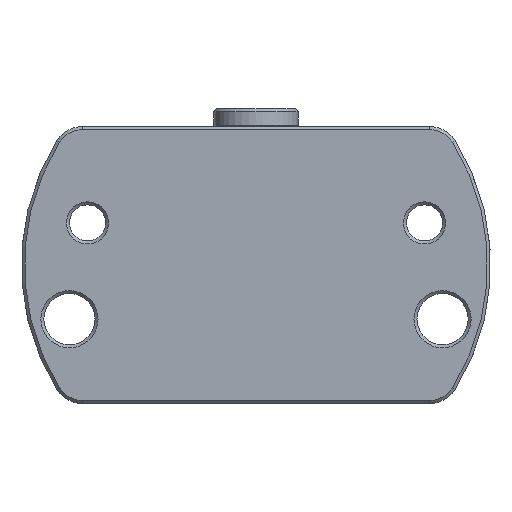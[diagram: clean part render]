
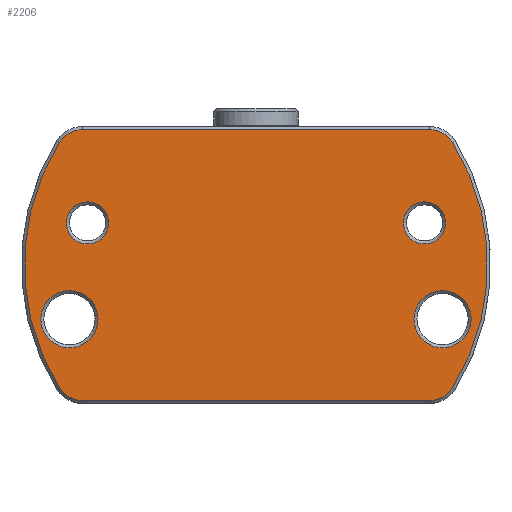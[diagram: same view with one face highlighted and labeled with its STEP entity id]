
A CAD part, front view. The second image highlights one B-rep face of the part: STEP entity #2206.
In plain terms, the highlighted planar face has unit normal (0, -1, 0).
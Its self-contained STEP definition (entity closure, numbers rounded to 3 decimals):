
#143=FACE_BOUND('',#297,.T.);
#144=FACE_BOUND('',#298,.T.);
#145=FACE_BOUND('',#299,.T.);
#146=FACE_BOUND('',#300,.T.);
#168=FACE_OUTER_BOUND('',#296,.T.);
#296=EDGE_LOOP('',(#1486,#1487,#1488,#1489,#1490,#1491,#1492,#1493));
#297=EDGE_LOOP('',(#1494,#1495));
#298=EDGE_LOOP('',(#1496,#1497));
#299=EDGE_LOOP('',(#1498,#1499));
#300=EDGE_LOOP('',(#1500,#1501));
#449=CIRCLE('',#2425,4.5);
#450=CIRCLE('',#2426,38.5);
#451=CIRCLE('',#2427,4.5);
#452=CIRCLE('',#2428,4.5);
#453=CIRCLE('',#2429,38.5);
#454=CIRCLE('',#2430,4.5);
#455=CIRCLE('',#2431,4.75);
#456=CIRCLE('',#2432,4.75);
#457=CIRCLE('',#2433,3.5);
#458=CIRCLE('',#2434,3.5);
#459=CIRCLE('',#2435,3.5);
#460=CIRCLE('',#2436,3.5);
#461=CIRCLE('',#2437,4.75);
#462=CIRCLE('',#2438,4.75);
#657=LINE('',#3604,#784);
#658=LINE('',#3612,#785);
#784=VECTOR('',#2778,57.689);
#785=VECTOR('',#2785,57.689);
#911=VERTEX_POINT('',#3602);
#912=VERTEX_POINT('',#3603);
#913=VERTEX_POINT('',#3605);
#914=VERTEX_POINT('',#3607);
#915=VERTEX_POINT('',#3609);
#916=VERTEX_POINT('',#3611);
#917=VERTEX_POINT('',#3613);
#918=VERTEX_POINT('',#3615);
#919=VERTEX_POINT('',#3618);
#920=VERTEX_POINT('',#3619);
#921=VERTEX_POINT('',#3622);
#922=VERTEX_POINT('',#3623);
#923=VERTEX_POINT('',#3626);
#924=VERTEX_POINT('',#3627);
#925=VERTEX_POINT('',#3630);
#926=VERTEX_POINT('',#3631);
#1144=EDGE_CURVE('',#911,#912,#657,.T.);
#1145=EDGE_CURVE('',#912,#913,#449,.T.);
#1146=EDGE_CURVE('',#913,#914,#450,.T.);
#1147=EDGE_CURVE('',#914,#915,#451,.T.);
#1148=EDGE_CURVE('',#915,#916,#658,.T.);
#1149=EDGE_CURVE('',#916,#917,#452,.T.);
#1150=EDGE_CURVE('',#917,#918,#453,.T.);
#1151=EDGE_CURVE('',#918,#911,#454,.T.);
#1152=EDGE_CURVE('',#919,#920,#455,.T.);
#1153=EDGE_CURVE('',#920,#919,#456,.T.);
#1154=EDGE_CURVE('',#921,#922,#457,.T.);
#1155=EDGE_CURVE('',#922,#921,#458,.T.);
#1156=EDGE_CURVE('',#923,#924,#459,.T.);
#1157=EDGE_CURVE('',#924,#923,#460,.T.);
#1158=EDGE_CURVE('',#925,#926,#461,.T.);
#1159=EDGE_CURVE('',#926,#925,#462,.T.);
#1486=ORIENTED_EDGE('',*,*,#1144,.T.);
#1487=ORIENTED_EDGE('',*,*,#1145,.T.);
#1488=ORIENTED_EDGE('',*,*,#1146,.T.);
#1489=ORIENTED_EDGE('',*,*,#1147,.T.);
#1490=ORIENTED_EDGE('',*,*,#1148,.T.);
#1491=ORIENTED_EDGE('',*,*,#1149,.T.);
#1492=ORIENTED_EDGE('',*,*,#1150,.T.);
#1493=ORIENTED_EDGE('',*,*,#1151,.T.);
#1494=ORIENTED_EDGE('',*,*,#1152,.T.);
#1495=ORIENTED_EDGE('',*,*,#1153,.T.);
#1496=ORIENTED_EDGE('',*,*,#1154,.T.);
#1497=ORIENTED_EDGE('',*,*,#1155,.T.);
#1498=ORIENTED_EDGE('',*,*,#1156,.T.);
#1499=ORIENTED_EDGE('',*,*,#1157,.T.);
#1500=ORIENTED_EDGE('',*,*,#1158,.T.);
#1501=ORIENTED_EDGE('',*,*,#1159,.T.);
#2167=PLANE('',#2424);
#2206=ADVANCED_FACE('',(#168,#143,#144,#145,#146),#2167,.F.);
#2424=AXIS2_PLACEMENT_3D('',#3601,#2776,#2777);
#2425=AXIS2_PLACEMENT_3D('',#3606,#2779,#2780);
#2426=AXIS2_PLACEMENT_3D('',#3608,#2781,#2782);
#2427=AXIS2_PLACEMENT_3D('',#3610,#2783,#2784);
#2428=AXIS2_PLACEMENT_3D('',#3614,#2786,#2787);
#2429=AXIS2_PLACEMENT_3D('',#3616,#2788,#2789);
#2430=AXIS2_PLACEMENT_3D('',#3617,#2790,#2791);
#2431=AXIS2_PLACEMENT_3D('',#3620,#2792,#2793);
#2432=AXIS2_PLACEMENT_3D('',#3621,#2794,#2795);
#2433=AXIS2_PLACEMENT_3D('',#3624,#2796,#2797);
#2434=AXIS2_PLACEMENT_3D('',#3625,#2798,#2799);
#2435=AXIS2_PLACEMENT_3D('',#3628,#2800,#2801);
#2436=AXIS2_PLACEMENT_3D('',#3629,#2802,#2803);
#2437=AXIS2_PLACEMENT_3D('',#3632,#2804,#2805);
#2438=AXIS2_PLACEMENT_3D('',#3633,#2806,#2807);
#2776=DIRECTION('center_axis',(0.,1.,0.));
#2777=DIRECTION('ref_axis',(1.,0.,0.));
#2778=DIRECTION('',(-1.,0.,0.));
#2779=DIRECTION('center_axis',(0.,-1.,0.));
#2780=DIRECTION('ref_axis',(0.,0.,1.));
#2781=DIRECTION('center_axis',(0.,-1.,0.));
#2782=DIRECTION('ref_axis',(-0.848,0.,0.529));
#2783=DIRECTION('center_axis',(0.,-1.,0.));
#2784=DIRECTION('ref_axis',(-0.848,0.,-0.529));
#2785=DIRECTION('',(1.,0.,0.));
#2786=DIRECTION('center_axis',(0.,-1.,0.));
#2787=DIRECTION('ref_axis',(0.,0.,-1.));
#2788=DIRECTION('center_axis',(0.,-1.,0.));
#2789=DIRECTION('ref_axis',(0.848,0.,-0.529));
#2790=DIRECTION('center_axis',(0.,-1.,0.));
#2791=DIRECTION('ref_axis',(0.848,0.,0.529));
#2792=DIRECTION('center_axis',(0.,1.,0.));
#2793=DIRECTION('ref_axis',(1.,0.,0.));
#2794=DIRECTION('center_axis',(0.,1.,0.));
#2795=DIRECTION('ref_axis',(1.,0.,0.));
#2796=DIRECTION('center_axis',(0.,1.,0.));
#2797=DIRECTION('ref_axis',(-1.,0.,0.));
#2798=DIRECTION('center_axis',(0.,1.,0.));
#2799=DIRECTION('ref_axis',(-1.,0.,0.));
#2800=DIRECTION('center_axis',(0.,1.,0.));
#2801=DIRECTION('ref_axis',(1.,0.,0.));
#2802=DIRECTION('center_axis',(0.,1.,0.));
#2803=DIRECTION('ref_axis',(1.,0.,0.));
#2804=DIRECTION('center_axis',(0.,1.,0.));
#2805=DIRECTION('ref_axis',(1.,0.,0.));
#2806=DIRECTION('center_axis',(0.,1.,0.));
#2807=DIRECTION('ref_axis',(1.,0.,0.));
#3601=CARTESIAN_POINT('Origin',(0.,0.,0.));
#3602=CARTESIAN_POINT('',(28.844,0.,22.5));
#3603=CARTESIAN_POINT('',(-28.844,0.,22.5));
#3604=CARTESIAN_POINT('',(28.844,0.,22.5));
#3605=CARTESIAN_POINT('',(-32.662,0.,20.382));
#3606=CARTESIAN_POINT('Origin',(-28.844,0.,18.));
#3607=CARTESIAN_POINT('',(-32.662,0.,-20.382));
#3608=CARTESIAN_POINT('Origin',(0.,0.,0.));
#3609=CARTESIAN_POINT('',(-28.844,0.,-22.5));
#3610=CARTESIAN_POINT('Origin',(-28.844,0.,-18.));
#3611=CARTESIAN_POINT('',(28.844,0.,-22.5));
#3612=CARTESIAN_POINT('',(-28.844,0.,-22.5));
#3613=CARTESIAN_POINT('',(32.662,0.,-20.382));
#3614=CARTESIAN_POINT('Origin',(28.844,0.,-18.));
#3615=CARTESIAN_POINT('',(32.662,0.,20.382));
#3616=CARTESIAN_POINT('Origin',(0.,0.,0.));
#3617=CARTESIAN_POINT('Origin',(28.844,0.,18.));
#3618=CARTESIAN_POINT('',(-35.75,0.,-9.));
#3619=CARTESIAN_POINT('',(-31.,0.,-4.25));
#3620=CARTESIAN_POINT('Origin',(-31.,0.,-9.));
#3621=CARTESIAN_POINT('Origin',(-31.,0.,-9.));
#3622=CARTESIAN_POINT('',(-24.5,0.,7.));
#3623=CARTESIAN_POINT('',(-28.,0.,10.5));
#3624=CARTESIAN_POINT('Origin',(-28.,0.,7.));
#3625=CARTESIAN_POINT('Origin',(-28.,0.,7.));
#3626=CARTESIAN_POINT('',(31.5,0.,7.));
#3627=CARTESIAN_POINT('',(28.,0.,10.5));
#3628=CARTESIAN_POINT('Origin',(28.,0.,7.));
#3629=CARTESIAN_POINT('Origin',(28.,0.,7.));
#3630=CARTESIAN_POINT('',(26.25,0.,-9.));
#3631=CARTESIAN_POINT('',(31.,0.,-4.25));
#3632=CARTESIAN_POINT('Origin',(31.,0.,-9.));
#3633=CARTESIAN_POINT('Origin',(31.,0.,-9.));
